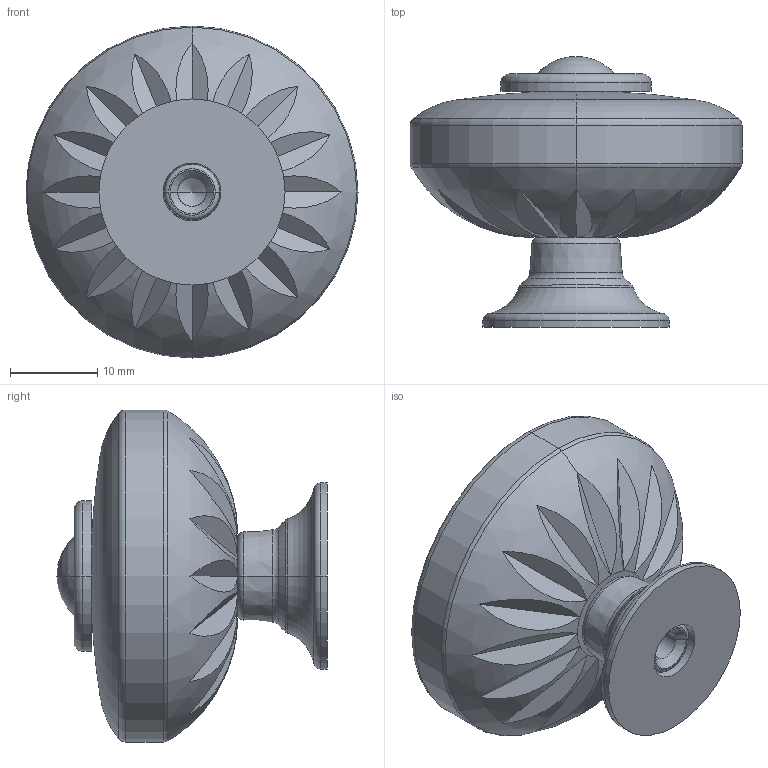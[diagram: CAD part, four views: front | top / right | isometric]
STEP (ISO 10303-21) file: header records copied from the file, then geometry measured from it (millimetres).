
FILE_DESCRIPTION(('Creo Elements/Direct Modeling STEP Export'),'2;1');
FILE_NAME('H119-38.stp','2024-09-12T 9:28:22',(''),(''),'Creo Elements/Direct Modeling STEP processor for AP214 (Solid Model)','Creo Elements/Direct Modeling 20.0 12-Nov-2016 (C) Parametric Technology GmbH','');
FILE_SCHEMA(('AUTOMOTIVE_DESIGN { 1 0 10303 214 1 1 1 1 }'));
Length unit declared in the file: millimetre
Products named in the file (4): Sockel_OT; Mittelteil; Sockel_UT; H119-38
Assembly tree (3 placements, depth 2):
  H119-38
    Sockel_UT
    Mittelteil
    Sockel_OT
Bounding box: 38 x 31 x 38 mm (x, y, z)
Volume: 15910.9 mm3; surface area: 6021.8 mm2
Topology: 3 solids, 3 shells, 102 faces, 210 edges, 112 vertices
Faces by surface type: plane 38, torus 24, cylinder 22, cone 14, sphere 4
Entity records: 6209 total; most frequent: CARTESIAN_POINT 4112, ORIENTED_EDGE 412, DIRECTION 402, EDGE_CURVE 206, AXIS2_PLACEMENT_3D 177, VERTEX_POINT 112, EDGE_LOOP 108, FACE_OUTER_BOUND 102
